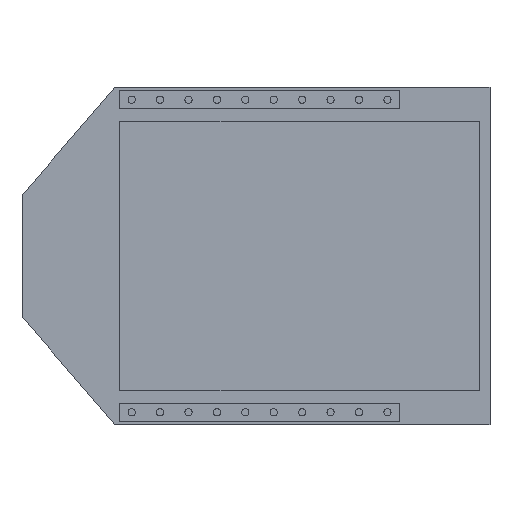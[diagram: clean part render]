
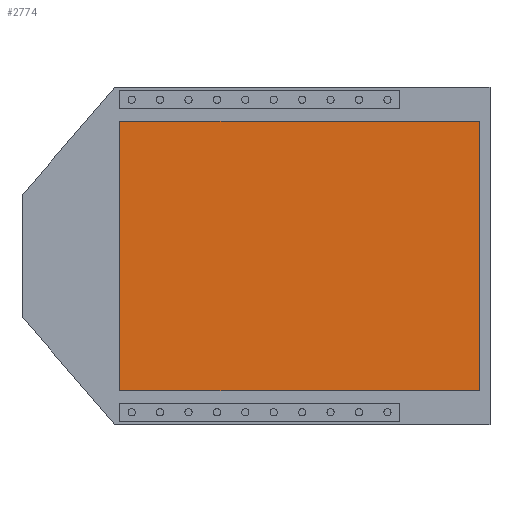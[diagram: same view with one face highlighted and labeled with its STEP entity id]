
A CAD part, front view. The second image highlights one B-rep face of the part: STEP entity #2774.
In plain terms, the highlighted planar face has unit normal (0, -1, 0).
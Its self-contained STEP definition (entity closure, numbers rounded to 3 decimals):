
#214=PLANE('',#3019);
#481=FACE_OUTER_BOUND('',#682,.T.);
#682=EDGE_LOOP('',(#2229,#2230,#2231,#2232));
#939=LINE('',#4619,#1135);
#940=LINE('',#4621,#1136);
#941=LINE('',#4623,#1137);
#942=LINE('',#4624,#1138);
#1135=VECTOR('',#3607,1000.);
#1136=VECTOR('',#3608,1000.);
#1137=VECTOR('',#3609,1000.);
#1138=VECTOR('',#3610,1000.);
#1511=VERTEX_POINT('',#4617);
#1512=VERTEX_POINT('',#4618);
#1513=VERTEX_POINT('',#4620);
#1514=VERTEX_POINT('',#4622);
#1791=EDGE_CURVE('',#1511,#1512,#939,.T.);
#1792=EDGE_CURVE('',#1512,#1513,#940,.T.);
#1793=EDGE_CURVE('',#1513,#1514,#941,.T.);
#1794=EDGE_CURVE('',#1514,#1511,#942,.T.);
#2229=ORIENTED_EDGE('',*,*,#1791,.T.);
#2230=ORIENTED_EDGE('',*,*,#1792,.T.);
#2231=ORIENTED_EDGE('',*,*,#1793,.T.);
#2232=ORIENTED_EDGE('',*,*,#1794,.T.);
#2774=ADVANCED_FACE('',(#481),#214,.T.);
#3019=AXIS2_PLACEMENT_3D('',#4616,#3605,#3606);
#3605=DIRECTION('center_axis',(0.,-1.,0.));
#3606=DIRECTION('ref_axis',(0.,0.,-1.));
#3607=DIRECTION('',(0.,0.,-1.));
#3608=DIRECTION('',(1.,0.,0.));
#3609=DIRECTION('',(0.,0.,1.));
#3610=DIRECTION('',(-1.,0.,0.));
#4616=CARTESIAN_POINT('Origin',(0.,-2.,0.));
#4617=CARTESIAN_POINT('',(-5.903,-2.,9.48));
#4618=CARTESIAN_POINT('',(-5.903,-2.,-9.48));
#4619=CARTESIAN_POINT('',(-5.903,-2.,-9.48));
#4620=CARTESIAN_POINT('',(19.398,-2.,-9.48));
#4621=CARTESIAN_POINT('',(19.398,-2.,-9.48));
#4622=CARTESIAN_POINT('',(19.398,-2.,9.48));
#4623=CARTESIAN_POINT('',(19.398,-2.,-9.48));
#4624=CARTESIAN_POINT('',(19.398,-2.,9.48));
